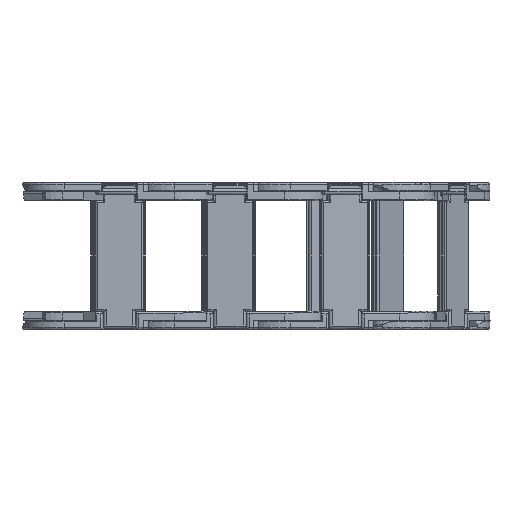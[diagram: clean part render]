
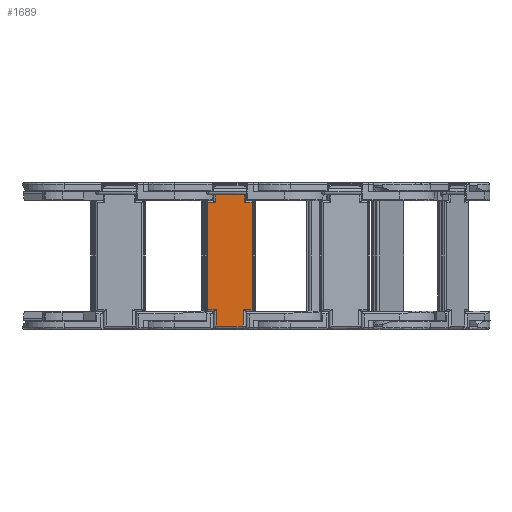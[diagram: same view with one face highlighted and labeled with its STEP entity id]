
A CAD part, front view. The second image highlights one B-rep face of the part: STEP entity #1689.
In plain terms, the highlighted planar face has unit normal (0, -1, 0).
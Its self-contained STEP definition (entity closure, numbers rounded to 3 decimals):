
#80 = VERTEX_POINT ( 'NONE', #6666 ) ;
#288 = ORIENTED_EDGE ( 'NONE', *, *, #15052, .F. ) ;
#364 = CARTESIAN_POINT ( 'NONE',  ( 425.879, 93.451, 565.901 ) ) ;
#417 = DIRECTION ( 'NONE',  ( -1., 0., 0. ) ) ;
#899 = LINE ( 'NONE', #4638, #15831 ) ;
#1049 = ORIENTED_EDGE ( 'NONE', *, *, #1701, .F. ) ;
#1234 = CARTESIAN_POINT ( 'NONE',  ( 451.117, 93.451, 568.601 ) ) ;
#1684 = LINE ( 'NONE', #11985, #2821 ) ;
#1689 = ADVANCED_FACE ( 'NONE', ( #14155 ), #14711, .F. ) ;
#1701 = EDGE_CURVE ( 'NONE', #7583, #17837, #10542, .T. ) ;
#1949 = DIRECTION ( 'NONE',  ( -1., 0., 0. ) ) ;
#1996 = VERTEX_POINT ( 'NONE', #13155 ) ;
#2189 = CARTESIAN_POINT ( 'NONE',  ( 440.417, 93.451, 565.901 ) ) ;
#2320 = DIRECTION ( 'NONE',  ( -1., 0., 0. ) ) ;
#2634 = VERTEX_POINT ( 'NONE', #15791 ) ;
#2732 = CARTESIAN_POINT ( 'NONE',  ( 440.922, 93.451, 584.346 ) ) ;
#2791 = ORIENTED_EDGE ( 'NONE', *, *, #8008, .F. ) ;
#2821 = VECTOR ( 'NONE', #1949, 1000. ) ;
#2855 = CARTESIAN_POINT ( 'NONE',  ( 453.855, 93.451, 568.601 ) ) ;
#2916 = EDGE_CURVE ( 'NONE', #16568, #18634, #15498, .T. ) ;
#2960 = ORIENTED_EDGE ( 'NONE', *, *, #14633, .F. ) ;
#3015 = VERTEX_POINT ( 'NONE', #11338 ) ;
#3027 = VECTOR ( 'NONE', #8883, 1000. ) ;
#3442 = ORIENTED_EDGE ( 'NONE', *, *, #2916, .F. ) ;
#3979 = EDGE_CURVE ( 'NONE', #16126, #5264, #4381, .T. ) ;
#4139 = EDGE_LOOP ( 'NONE', ( #15513, #2960, #13032, #1049, #14394, #3442, #288, #8524, #13825, #2791, #12503, #10339 ) ) ;
#4173 = LINE ( 'NONE', #14832, #3027 ) ;
#4381 = LINE ( 'NONE', #5623, #8432 ) ;
#4638 = CARTESIAN_POINT ( 'NONE',  ( 440.417, 93.451, 591.851 ) ) ;
#4693 = CARTESIAN_POINT ( 'NONE',  ( 450.612, 93.451, 584.346 ) ) ;
#4848 = CARTESIAN_POINT ( 'NONE',  ( 425.879, 93.451, 607.596 ) ) ;
#5082 = VERTEX_POINT ( 'NONE', #11925 ) ;
#5264 = VERTEX_POINT ( 'NONE', #15474 ) ;
#5623 = CARTESIAN_POINT ( 'NONE',  ( 425.879, 93.451, 607.596 ) ) ;
#5876 = LINE ( 'NONE', #18767, #6114 ) ;
#5949 = EDGE_CURVE ( 'NONE', #2634, #16126, #5876, .T. ) ;
#6114 = VECTOR ( 'NONE', #10234, 1000. ) ;
#6564 = VERTEX_POINT ( 'NONE', #12269 ) ;
#6666 = CARTESIAN_POINT ( 'NONE',  ( 450.612, 93.451, 607.596 ) ) ;
#7273 = DIRECTION ( 'NONE',  ( 0., 0., 1. ) ) ;
#7583 = VERTEX_POINT ( 'NONE', #12368 ) ;
#8008 = EDGE_CURVE ( 'NONE', #5082, #6564, #13492, .T. ) ;
#8432 = VECTOR ( 'NONE', #9728, 1000. ) ;
#8524 = ORIENTED_EDGE ( 'NONE', *, *, #16323, .F. ) ;
#8883 = DIRECTION ( 'NONE',  ( 0., 0., -1. ) ) ;
#9018 = DIRECTION ( 'NONE',  ( 1., 0., 0. ) ) ;
#9728 = DIRECTION ( 'NONE',  ( 1., 0., 0. ) ) ;
#9838 = AXIS2_PLACEMENT_3D ( 'NONE', #16160, #14774, #13314 ) ;
#10234 = DIRECTION ( 'NONE',  ( 0., 0., 1. ) ) ;
#10339 = ORIENTED_EDGE ( 'NONE', *, *, #3979, .F. ) ;
#10369 = EDGE_CURVE ( 'NONE', #17837, #1996, #899, .T. ) ;
#10484 = EDGE_CURVE ( 'NONE', #6564, #80, #18350, .T. ) ;
#10542 = LINE ( 'NONE', #364, #15969 ) ;
#10562 = DIRECTION ( 'NONE',  ( 0., 0., -1. ) ) ;
#10792 = CARTESIAN_POINT ( 'NONE',  ( 425.879, 93.451, 568.601 ) ) ;
#11338 = CARTESIAN_POINT ( 'NONE',  ( 453.855, 93.451, 607.596 ) ) ;
#11635 = VECTOR ( 'NONE', #2320, 1000. ) ;
#11790 = VECTOR ( 'NONE', #9018, 1000. ) ;
#11812 = CARTESIAN_POINT ( 'NONE',  ( 425.879, 93.451, 613.496 ) ) ;
#11925 = CARTESIAN_POINT ( 'NONE',  ( 440.922, 93.451, 613.496 ) ) ;
#11985 = CARTESIAN_POINT ( 'NONE',  ( 425.879, 93.451, 568.601 ) ) ;
#12004 = DIRECTION ( 'NONE',  ( 1., 0., 0. ) ) ;
#12269 = CARTESIAN_POINT ( 'NONE',  ( 450.612, 93.451, 613.496 ) ) ;
#12368 = CARTESIAN_POINT ( 'NONE',  ( 451.117, 93.451, 565.901 ) ) ;
#12503 = ORIENTED_EDGE ( 'NONE', *, *, #18464, .F. ) ;
#13032 = ORIENTED_EDGE ( 'NONE', *, *, #10369, .F. ) ;
#13107 = LINE ( 'NONE', #2732, #17217 ) ;
#13155 = CARTESIAN_POINT ( 'NONE',  ( 440.417, 93.451, 568.601 ) ) ;
#13314 = DIRECTION ( 'NONE',  ( 0., 0., 1. ) ) ;
#13411 = CARTESIAN_POINT ( 'NONE',  ( 451.117, 93.451, 591.851 ) ) ;
#13492 = LINE ( 'NONE', #11812, #13732 ) ;
#13732 = VECTOR ( 'NONE', #12004, 1000. ) ;
#13825 = ORIENTED_EDGE ( 'NONE', *, *, #10484, .F. ) ;
#14145 = EDGE_CURVE ( 'NONE', #18634, #7583, #15959, .T. ) ;
#14155 = FACE_OUTER_BOUND ( 'NONE', #4139, .T. ) ;
#14394 = ORIENTED_EDGE ( 'NONE', *, *, #14145, .F. ) ;
#14476 = CARTESIAN_POINT ( 'NONE',  ( 437.679, 93.451, 607.596 ) ) ;
#14479 = VECTOR ( 'NONE', #10562, 1000. ) ;
#14633 = EDGE_CURVE ( 'NONE', #1996, #2634, #1684, .T. ) ;
#14711 = PLANE ( 'NONE',  #9838 ) ;
#14774 = DIRECTION ( 'NONE',  ( 0., 1., 0. ) ) ;
#14832 = CARTESIAN_POINT ( 'NONE',  ( 453.855, 93.451, 571.869 ) ) ;
#14879 = DIRECTION ( 'NONE',  ( 0., 0., -1. ) ) ;
#15052 = EDGE_CURVE ( 'NONE', #3015, #16568, #4173, .T. ) ;
#15063 = DIRECTION ( 'NONE',  ( 0., 0., 1. ) ) ;
#15474 = CARTESIAN_POINT ( 'NONE',  ( 440.922, 93.451, 607.596 ) ) ;
#15498 = LINE ( 'NONE', #10792, #11635 ) ;
#15513 = ORIENTED_EDGE ( 'NONE', *, *, #5949, .F. ) ;
#15791 = CARTESIAN_POINT ( 'NONE',  ( 437.679, 93.451, 568.601 ) ) ;
#15831 = VECTOR ( 'NONE', #7273, 1000. ) ;
#15959 = LINE ( 'NONE', #13411, #18704 ) ;
#15969 = VECTOR ( 'NONE', #417, 1000. ) ;
#16126 = VERTEX_POINT ( 'NONE', #14476 ) ;
#16160 = CARTESIAN_POINT ( 'NONE',  ( 425.879, 93.451, 571.869 ) ) ;
#16323 = EDGE_CURVE ( 'NONE', #80, #3015, #16339, .T. ) ;
#16339 = LINE ( 'NONE', #4848, #11790 ) ;
#16568 = VERTEX_POINT ( 'NONE', #2855 ) ;
#17217 = VECTOR ( 'NONE', #15063, 1000. ) ;
#17837 = VERTEX_POINT ( 'NONE', #2189 ) ;
#18350 = LINE ( 'NONE', #4693, #14479 ) ;
#18464 = EDGE_CURVE ( 'NONE', #5264, #5082, #13107, .T. ) ;
#18634 = VERTEX_POINT ( 'NONE', #1234 ) ;
#18704 = VECTOR ( 'NONE', #14879, 1000. ) ;
#18767 = CARTESIAN_POINT ( 'NONE',  ( 437.679, 93.451, 571.869 ) ) ;
